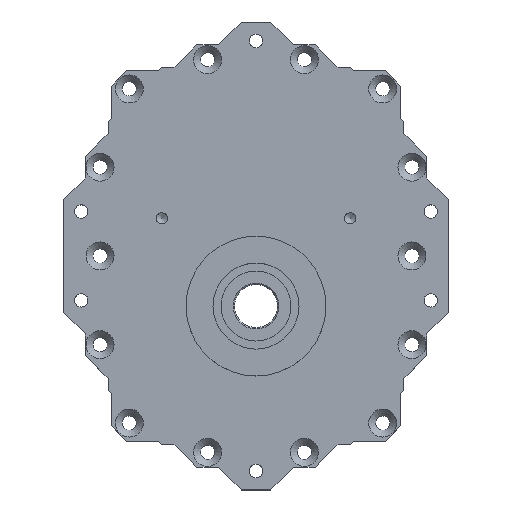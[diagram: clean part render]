
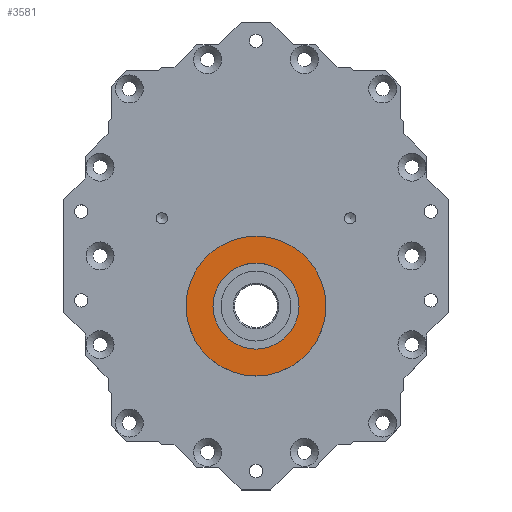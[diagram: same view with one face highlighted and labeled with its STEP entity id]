
A CAD part, top view. The second image highlights one B-rep face of the part: STEP entity #3581.
In plain terms, the highlighted planar face has unit normal (0, 0, 1).
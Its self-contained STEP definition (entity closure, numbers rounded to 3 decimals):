
#329 = EDGE_LOOP ( 'NONE', ( #2546 ) ) ;
#503 = DIRECTION ( 'NONE',  ( 0., 0., 1. ) ) ;
#539 = DIRECTION ( 'NONE',  ( 1., 0., 0. ) ) ;
#633 = EDGE_CURVE ( 'NONE', #1664, #1664, #1394, .T. ) ;
#917 = ORIENTED_EDGE ( 'NONE', *, *, #3533, .F. ) ;
#1055 = CARTESIAN_POINT ( 'NONE',  ( 26., -75.105, 25. ) ) ;
#1195 = EDGE_LOOP ( 'NONE', ( #917 ) ) ;
#1255 = AXIS2_PLACEMENT_3D ( 'NONE', #1576, #1632, #3488 ) ;
#1394 = CIRCLE ( 'NONE', #1586, 26. ) ;
#1576 = CARTESIAN_POINT ( 'NONE',  ( 0., -75.105, 25. ) ) ;
#1586 = AXIS2_PLACEMENT_3D ( 'NONE', #1885, #2271, #3783 ) ;
#1632 = DIRECTION ( 'NONE',  ( 0., 0., 1. ) ) ;
#1664 = VERTEX_POINT ( 'NONE', #1055 ) ;
#1885 = CARTESIAN_POINT ( 'NONE',  ( 0., -75.105, 25. ) ) ;
#2271 = DIRECTION ( 'NONE',  ( 0., 0., 1. ) ) ;
#2546 = ORIENTED_EDGE ( 'NONE', *, *, #633, .T. ) ;
#2657 = PLANE ( 'NONE',  #3026 ) ;
#2832 = CARTESIAN_POINT ( 'NONE',  ( 16., -75.105, 25. ) ) ;
#3026 = AXIS2_PLACEMENT_3D ( 'NONE', #3573, #503, #539 ) ;
#3085 = FACE_BOUND ( 'NONE', #1195, .T. ) ;
#3398 = VERTEX_POINT ( 'NONE', #2832 ) ;
#3488 = DIRECTION ( 'NONE',  ( 1., 0., 0. ) ) ;
#3533 = EDGE_CURVE ( 'NONE', #3398, #3398, #3674, .T. ) ;
#3573 = CARTESIAN_POINT ( 'NONE',  ( 0., -75.105, 25. ) ) ;
#3581 = ADVANCED_FACE ( 'NONE', ( #3793, #3085 ), #2657, .T. ) ;
#3674 = CIRCLE ( 'NONE', #1255, 16. ) ;
#3783 = DIRECTION ( 'NONE',  ( 1., 0., 0. ) ) ;
#3793 = FACE_OUTER_BOUND ( 'NONE', #329, .T. ) ;
